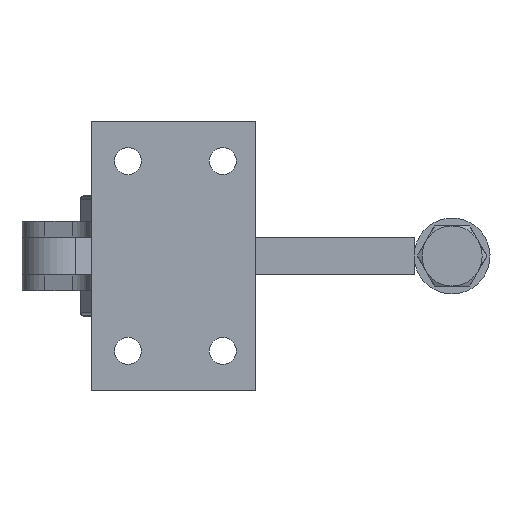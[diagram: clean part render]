
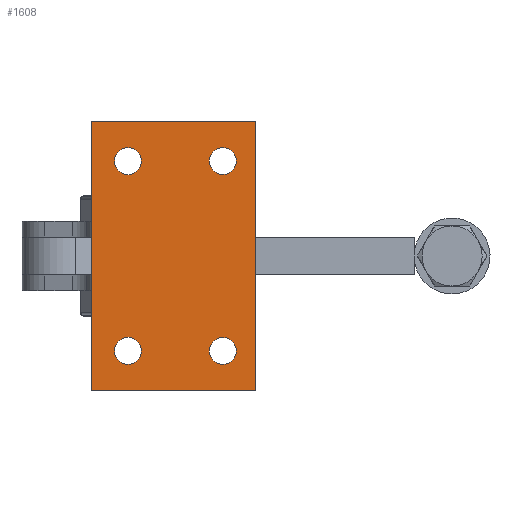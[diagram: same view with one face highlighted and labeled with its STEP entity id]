
A CAD part, front view. The second image highlights one B-rep face of the part: STEP entity #1608.
In plain terms, the highlighted planar face has unit normal (0, -1, 0).
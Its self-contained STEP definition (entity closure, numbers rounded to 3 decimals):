
#850=CARTESIAN_POINT('',(-98.25,1.,-30.));
#851=VERTEX_POINT('',#850);
#860=CARTESIAN_POINT('',(-106.75,1.,-30.));
#861=VERTEX_POINT('',#860);
#862=CARTESIAN_POINT('',(-102.5,1.,-30.));
#863=DIRECTION('',(0.0,1.0,0.0));
#864=DIRECTION('',(1.0,0.0,0.0));
#865=AXIS2_PLACEMENT_3D('',#862,#863,#864);
#866=CIRCLE('',#865,4.25);
#867=EDGE_CURVE('',#861,#851,#866,.T.);
#892=CARTESIAN_POINT('',(-68.25,1.,-30.));
#893=VERTEX_POINT('',#892);
#902=CARTESIAN_POINT('',(-76.75,1.,-30.));
#903=VERTEX_POINT('',#902);
#904=CARTESIAN_POINT('',(-72.5,1.,-30.));
#905=DIRECTION('',(0.0,1.0,0.0));
#906=DIRECTION('',(1.0,0.0,0.0));
#907=AXIS2_PLACEMENT_3D('',#904,#905,#906);
#908=CIRCLE('',#907,4.25);
#909=EDGE_CURVE('',#903,#893,#908,.T.);
#934=CARTESIAN_POINT('',(-68.25,1.,30.));
#935=VERTEX_POINT('',#934);
#944=CARTESIAN_POINT('',(-76.75,1.,30.));
#945=VERTEX_POINT('',#944);
#946=CARTESIAN_POINT('',(-72.5,1.,30.));
#947=DIRECTION('',(0.0,1.0,0.0));
#948=DIRECTION('',(1.0,0.0,0.0));
#949=AXIS2_PLACEMENT_3D('',#946,#947,#948);
#950=CIRCLE('',#949,4.25);
#951=EDGE_CURVE('',#945,#935,#950,.T.);
#976=CARTESIAN_POINT('',(-98.25,1.,30.));
#977=VERTEX_POINT('',#976);
#986=CARTESIAN_POINT('',(-106.75,1.,30.));
#987=VERTEX_POINT('',#986);
#988=CARTESIAN_POINT('',(-102.5,1.,30.));
#989=DIRECTION('',(0.0,1.0,0.0));
#990=DIRECTION('',(1.0,0.0,0.0));
#991=AXIS2_PLACEMENT_3D('',#988,#989,#990);
#992=CIRCLE('',#991,4.25);
#993=EDGE_CURVE('',#987,#977,#992,.T.);
#1489=CARTESIAN_POINT('',(-102.5,1.,30.));
#1490=DIRECTION('',(0.0,1.0,0.0));
#1491=DIRECTION('',(1.0,0.0,0.0));
#1492=AXIS2_PLACEMENT_3D('',#1489,#1490,#1491);
#1493=CIRCLE('',#1492,4.25);
#1494=EDGE_CURVE('',#977,#987,#1493,.T.);
#1507=CARTESIAN_POINT('',(-72.5,1.,30.));
#1508=DIRECTION('',(0.0,1.0,0.0));
#1509=DIRECTION('',(1.0,0.0,0.0));
#1510=AXIS2_PLACEMENT_3D('',#1507,#1508,#1509);
#1511=CIRCLE('',#1510,4.25);
#1512=EDGE_CURVE('',#935,#945,#1511,.T.);
#1525=CARTESIAN_POINT('',(-72.5,1.,-30.));
#1526=DIRECTION('',(0.0,1.0,0.0));
#1527=DIRECTION('',(1.0,0.0,0.0));
#1528=AXIS2_PLACEMENT_3D('',#1525,#1526,#1527);
#1529=CIRCLE('',#1528,4.25);
#1530=EDGE_CURVE('',#893,#903,#1529,.T.);
#1543=CARTESIAN_POINT('',(-102.5,1.,-30.));
#1544=DIRECTION('',(0.0,1.0,0.0));
#1545=DIRECTION('',(1.0,0.0,0.0));
#1546=AXIS2_PLACEMENT_3D('',#1543,#1544,#1545);
#1547=CIRCLE('',#1546,4.25);
#1548=EDGE_CURVE('',#851,#861,#1547,.T.);
#1553=CARTESIAN_POINT('',(-88.,1.,0.));
#1554=DIRECTION('',(0.0,-1.0,0.0));
#1555=DIRECTION('',(1.0,0.0,0.0));
#1556=AXIS2_PLACEMENT_3D('',#1553,#1554,#1555);
#1557=PLANE('',#1556);
#1558=CARTESIAN_POINT('',(-62.,1.,-42.5));
#1559=VERTEX_POINT('',#1558);
#1560=CARTESIAN_POINT('',(-62.,1.,42.5));
#1561=VERTEX_POINT('',#1560);
#1562=CARTESIAN_POINT('',(-62.,1.,-42.5));
#1563=DIRECTION('',(0.0,0.0,1.0));
#1564=VECTOR('',#1563,85.);
#1565=LINE('',#1562,#1564);
#1566=EDGE_CURVE('',#1559,#1561,#1565,.T.);
#1567=ORIENTED_EDGE('',*,*,#1566,.T.);
#1568=CARTESIAN_POINT('',(-114.,1.,42.5));
#1569=VERTEX_POINT('',#1568);
#1570=CARTESIAN_POINT('',(-62.,1.,42.5));
#1571=DIRECTION('',(-1.0,0.0,0.0));
#1572=VECTOR('',#1571,52.);
#1573=LINE('',#1570,#1572);
#1574=EDGE_CURVE('',#1561,#1569,#1573,.T.);
#1575=ORIENTED_EDGE('',*,*,#1574,.T.);
#1576=CARTESIAN_POINT('',(-114.,1.,-42.5));
#1577=VERTEX_POINT('',#1576);
#1578=CARTESIAN_POINT('',(-114.,1.,42.5));
#1579=DIRECTION('',(0.0,0.0,-1.0));
#1580=VECTOR('',#1579,85.);
#1581=LINE('',#1578,#1580);
#1582=EDGE_CURVE('',#1569,#1577,#1581,.T.);
#1583=ORIENTED_EDGE('',*,*,#1582,.T.);
#1584=CARTESIAN_POINT('',(-114.,1.,-42.5));
#1585=DIRECTION('',(1.0,0.0,0.0));
#1586=VECTOR('',#1585,52.);
#1587=LINE('',#1584,#1586);
#1588=EDGE_CURVE('',#1577,#1559,#1587,.T.);
#1589=ORIENTED_EDGE('',*,*,#1588,.T.);
#1590=EDGE_LOOP('',(#1567,#1575,#1583,#1589));
#1591=FACE_OUTER_BOUND('',#1590,.T.);
#1592=ORIENTED_EDGE('',*,*,#993,.T.);
#1593=ORIENTED_EDGE('',*,*,#1494,.T.);
#1594=EDGE_LOOP('',(#1592,#1593));
#1595=FACE_BOUND('',#1594,.T.);
#1596=ORIENTED_EDGE('',*,*,#951,.T.);
#1597=ORIENTED_EDGE('',*,*,#1512,.T.);
#1598=EDGE_LOOP('',(#1596,#1597));
#1599=FACE_BOUND('',#1598,.T.);
#1600=ORIENTED_EDGE('',*,*,#909,.T.);
#1601=ORIENTED_EDGE('',*,*,#1530,.T.);
#1602=EDGE_LOOP('',(#1600,#1601));
#1603=FACE_BOUND('',#1602,.T.);
#1604=ORIENTED_EDGE('',*,*,#867,.T.);
#1605=ORIENTED_EDGE('',*,*,#1548,.T.);
#1606=EDGE_LOOP('',(#1604,#1605));
#1607=FACE_BOUND('',#1606,.T.);
#1608=ADVANCED_FACE('',(#1591,#1595,#1599,#1603,#1607),#1557,.T.);
